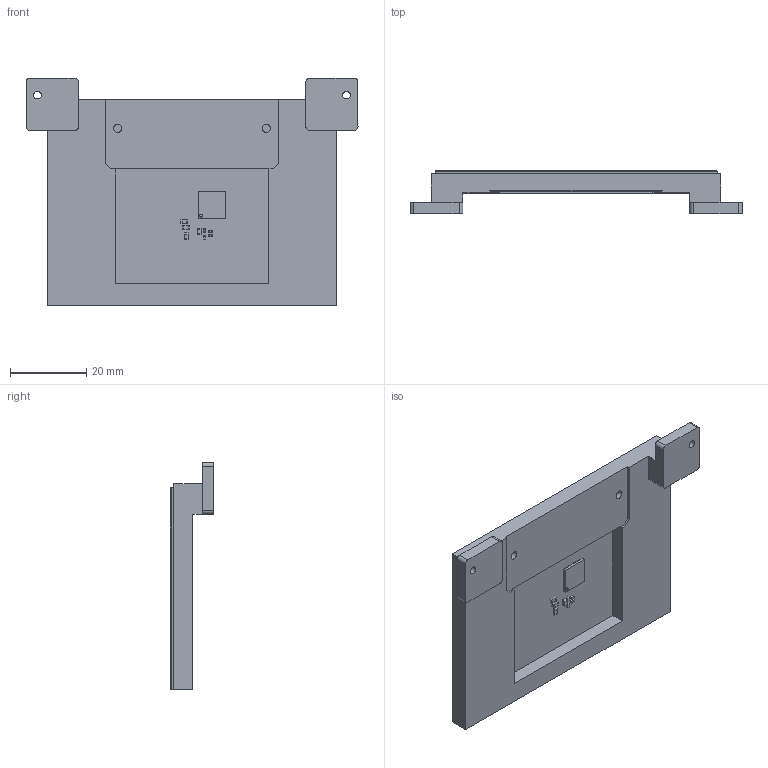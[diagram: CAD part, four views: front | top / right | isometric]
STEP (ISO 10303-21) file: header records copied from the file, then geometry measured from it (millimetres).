
FILE_DESCRIPTION(/* description */ (''),/* implementation_level */ '2;1');
FILE_NAME(/* name */ 'tracking pad_glue module_07.08.2020.step',/* time_stamp */ '2020-08-07T15:25:46+02:00',/* author */ (''),/* organization */ (''),/* preprocessor_version */ 'ST-DEVELOPER v18.1',/* originating_system */ 'Autodesk Translation Framework v9.3.0.1241',/* authorisation */ '');
FILE_SCHEMA (('AUTOMOTIVE_DESIGN { 1 0 10303 214 3 1 1 }'));
Length unit declared in the file: millimetre
Products named in the file (23): tracking pad_glue module; trackingpad v8 (1); trackingpad support (1); glass (1); GLUE AZOTEQ; GLUE SLA; DT_AZC278A01_PCB1_00A v1; Board; Open CASCADE STEP translator 6.8 1.1.1; C3; C4; C1; C2; C-0603; C5; C-0402; R1; R2; R3; R-0603; U1; U-QFN-P0.5-7X7-48; GASKET
Assembly tree (27 placements, depth 5):
  tracking pad_glue module
    trackingpad v8 (1)
      trackingpad support (1)
      glass (1)
      GLUE AZOTEQ
      GLUE SLA
      DT_AZC278A01_PCB1_00A v1
        Board
          Open CASCADE STEP translator 6.8 1.1.1
        C3
          C-0402
        C4
          C-0402
        C1
          C-0402
        C2
          C-0603
        C5
          C-0402
        R1
          R-0603
        R2
          R-0603
        R3
          R-0603
        U1
          U-QFN-P0.5-7X7-48
      GASKET
Bounding box: 87.17 x 11.37 x 59.63 mm (x, y, z)
Volume: 19865.2 mm3; surface area: 32302.4 mm2
Topology: 63 solids, 63 shells, 710 faces, 1682 edges, 1100 vertices
Faces by surface type: plane 585, cylinder 125
Full cylindrical faces by diameter (mm): 0.8 x1, 2 x2, 2.2 x2
Entity records: 19117 total; most frequent: CARTESIAN_POINT 3252, DIRECTION 3172, ORIENTED_EDGE 3084, EDGE_CURVE 1542, LINE 1292, VECTOR 1292, VERTEX_POINT 1020, AXIS2_PLACEMENT_3D 940
